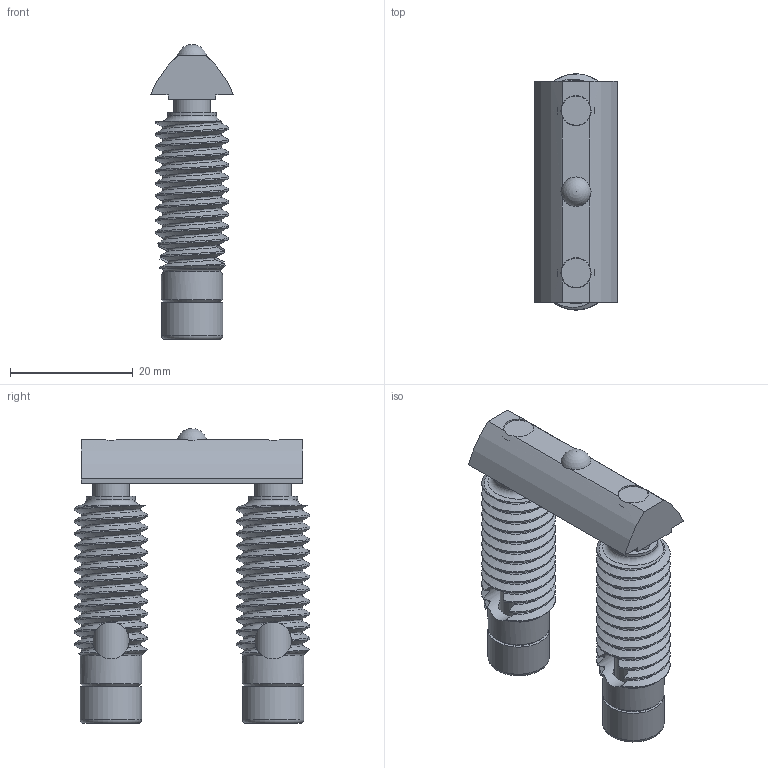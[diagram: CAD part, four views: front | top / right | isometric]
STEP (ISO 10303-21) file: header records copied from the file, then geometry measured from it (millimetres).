
FILE_DESCRIPTION(/* description */ ('KriTec Automatik-Verbindungssatz 8 40, schwarz'),/* implementation_level */ '2;1');
FILE_NAME(/* name */ '13850_KriTec_Automatik-Verbindungssatz_8_40_schwarz.stp',/* time_stamp */ '2020-01-09T10:32:12+01:00',/* author */ ('jendrek'),/* organization */ (''),/* preprocessor_version */ 'ST-DEVELOPER v17',/* originating_system */ 'Autodesk Inventor 2018',/* authorisation */ '');
FILE_SCHEMA (('AUTOMOTIVE_DESIGN { 1 0 10303 214 3 1 1 }'));
Length unit declared in the file: millimetre
Products named in the file (4): 13850; 11037; 13402_1; DIN 912 - M6 x 40
Assembly tree (5 placements, depth 2):
  13850
    13402_1  x2
    DIN 912 - M6 x 40  x2
    11037
Bounding box: 13.5 x 38.4 x 48 mm (x, y, z)
Volume: 8445.9 mm3; surface area: 8366.5 mm2
Topology: 5 solids, 5 shells, 152 faces, 459 edges, 308 vertices
Faces by surface type: plane 53, cylinder 46, bspline 34, torus 10, cone 8, sphere 1
Full cylindrical faces by diameter (mm): 4.917 x2, 6 x6, 8 x2, 10 x4, 12 x18
Entity records: 6834 total; most frequent: CARTESIAN_POINT 4580, ORIENTED_EDGE 508, DIRECTION 347, EDGE_CURVE 254, VERTEX_POINT 172, AXIS2_PLACEMENT_3D 133, B_SPLINE_CURVE_WITH_KNOTS 110, EDGE_LOOP 90
